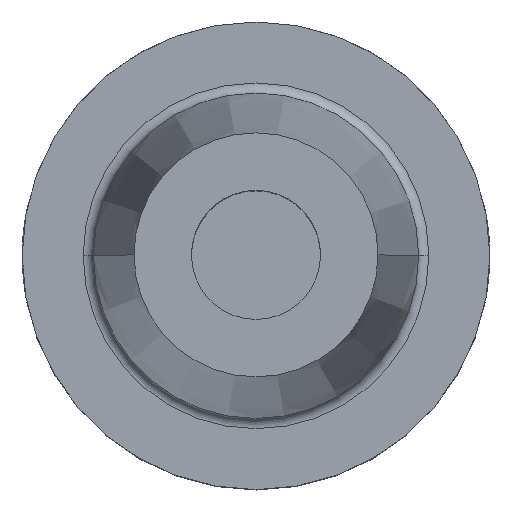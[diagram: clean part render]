
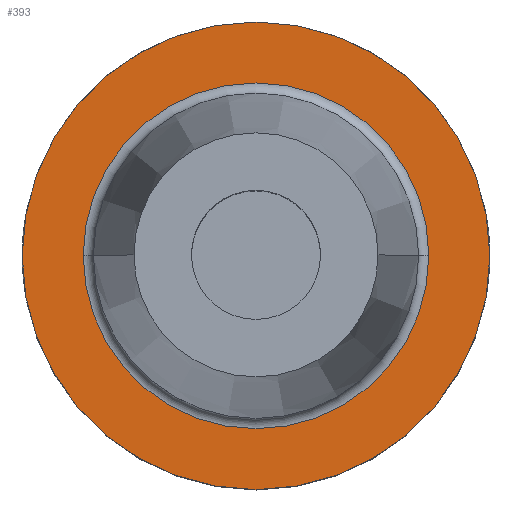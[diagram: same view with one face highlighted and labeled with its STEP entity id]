
A CAD part, top view. The second image highlights one B-rep face of the part: STEP entity #393.
In plain terms, the highlighted planar face has unit normal (0, 0, 1).
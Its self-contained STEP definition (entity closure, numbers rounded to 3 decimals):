
#4 = DIRECTION ( 'NONE',  ( -1., 0., 0. ) ) ;
#53 = EDGE_CURVE ( 'NONE', #868, #1037, #1005, .T. ) ;
#54 = CARTESIAN_POINT ( 'NONE',  ( 0., 0., 22. ) ) ;
#96 = CIRCLE ( 'NONE', #1529, 17. ) ;
#105 = DIRECTION ( 'NONE',  ( 0., 0., -1. ) ) ;
#138 = CARTESIAN_POINT ( 'NONE',  ( 23., 0., 22. ) ) ;
#185 = DIRECTION ( 'NONE',  ( -1., 0., 0. ) ) ;
#238 = ORIENTED_EDGE ( 'NONE', *, *, #53, .F. ) ;
#245 = PLANE ( 'NONE',  #1451 ) ;
#325 = CARTESIAN_POINT ( 'NONE',  ( -23., 0., 22. ) ) ;
#376 = EDGE_LOOP ( 'NONE', ( #961, #1454 ) ) ;
#393 = ADVANCED_FACE ( 'NONE', ( #685, #1025 ), #245, .F. ) ;
#433 = CARTESIAN_POINT ( 'NONE',  ( 17., 0., 22. ) ) ;
#484 = EDGE_LOOP ( 'NONE', ( #238, #1214 ) ) ;
#502 = CIRCLE ( 'NONE', #1098, 23. ) ;
#635 = EDGE_CURVE ( 'NONE', #671, #778, #1007, .T. ) ;
#639 = AXIS2_PLACEMENT_3D ( 'NONE', #863, #105, #996 ) ;
#671 = VERTEX_POINT ( 'NONE', #1403 ) ;
#685 = FACE_BOUND ( 'NONE', #376, .T. ) ;
#723 = CARTESIAN_POINT ( 'NONE',  ( 0., 0., 22. ) ) ;
#763 = DIRECTION ( 'NONE',  ( 0., 0., -1. ) ) ;
#778 = VERTEX_POINT ( 'NONE', #433 ) ;
#786 = DIRECTION ( 'NONE',  ( 0., 0., -1. ) ) ;
#834 = EDGE_CURVE ( 'NONE', #778, #671, #96, .T. ) ;
#863 = CARTESIAN_POINT ( 'NONE',  ( 0., 0., 22. ) ) ;
#868 = VERTEX_POINT ( 'NONE', #325 ) ;
#877 = DIRECTION ( 'NONE',  ( 0., 0., -1. ) ) ;
#950 = DIRECTION ( 'NONE',  ( 0., 0., -1. ) ) ;
#961 = ORIENTED_EDGE ( 'NONE', *, *, #635, .T. ) ;
#996 = DIRECTION ( 'NONE',  ( -1., 0., 0. ) ) ;
#1005 = CIRCLE ( 'NONE', #1674, 23. ) ;
#1007 = CIRCLE ( 'NONE', #639, 17. ) ;
#1025 = FACE_OUTER_BOUND ( 'NONE', #484, .T. ) ;
#1037 = VERTEX_POINT ( 'NONE', #138 ) ;
#1098 = AXIS2_PLACEMENT_3D ( 'NONE', #1557, #763, #4 ) ;
#1158 = EDGE_CURVE ( 'NONE', #1037, #868, #502, .T. ) ;
#1214 = ORIENTED_EDGE ( 'NONE', *, *, #1158, .F. ) ;
#1403 = CARTESIAN_POINT ( 'NONE',  ( -17., 0., 22. ) ) ;
#1451 = AXIS2_PLACEMENT_3D ( 'NONE', #723, #877, #1645 ) ;
#1454 = ORIENTED_EDGE ( 'NONE', *, *, #834, .T. ) ;
#1457 = DIRECTION ( 'NONE',  ( -1., 0., 0. ) ) ;
#1529 = AXIS2_PLACEMENT_3D ( 'NONE', #54, #950, #185 ) ;
#1557 = CARTESIAN_POINT ( 'NONE',  ( 0., 0., 22. ) ) ;
#1583 = CARTESIAN_POINT ( 'NONE',  ( 0., 0., 22. ) ) ;
#1645 = DIRECTION ( 'NONE',  ( -1., 0., 0. ) ) ;
#1674 = AXIS2_PLACEMENT_3D ( 'NONE', #1583, #786, #1457 ) ;
